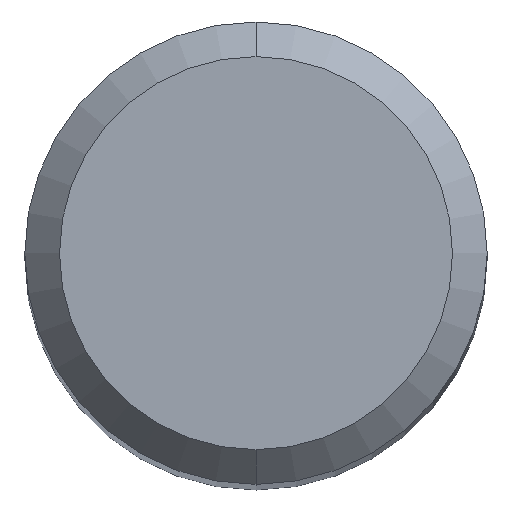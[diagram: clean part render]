
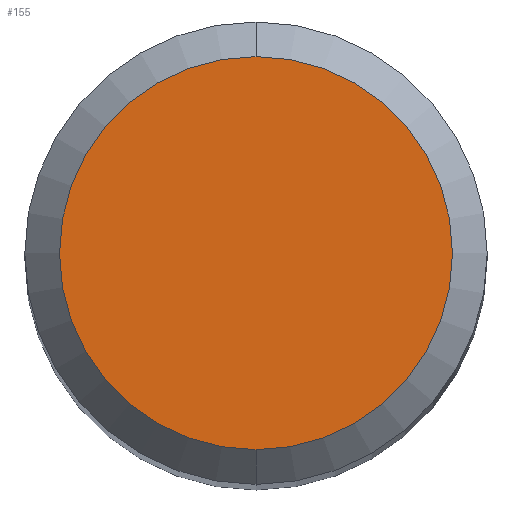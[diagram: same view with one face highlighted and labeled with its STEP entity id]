
A CAD part, top view. The second image highlights one B-rep face of the part: STEP entity #155.
In plain terms, the highlighted planar face has unit normal (0, 0, 1).
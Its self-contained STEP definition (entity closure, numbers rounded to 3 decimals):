
#113=VERTEX_POINT('',#264);
#121=EDGE_CURVE('',#209,#113,#272,.T.);
#155=ADVANCED_FACE('',(#311),#312,.T.);
#197=EDGE_CURVE('',#113,#209,#357,.T.);
#209=VERTEX_POINT('',#370);
#264=CARTESIAN_POINT('',(0.,-1.7,0.0));
#272=CIRCLE('',#432,1.7);
#311=FACE_OUTER_BOUND('',#477,.T.);
#312=PLANE('',#478);
#357=CIRCLE('',#543,1.7);
#370=CARTESIAN_POINT('',(0.0,1.7,0.0));
#432=AXIS2_PLACEMENT_3D('',#627,#628,#629);
#477=EDGE_LOOP('',(#676,#677));
#478=AXIS2_PLACEMENT_3D('',#678,#679,#680);
#543=AXIS2_PLACEMENT_3D('',#733,#734,#735);
#627=CARTESIAN_POINT('',(0.0,0.0,0.0));
#628=DIRECTION('',(0.0,0.0,-1.0));
#629=DIRECTION('',(0.0,1.0,0.0));
#676=ORIENTED_EDGE('',*,*,#121,.F.);
#677=ORIENTED_EDGE('',*,*,#197,.F.);
#678=CARTESIAN_POINT('',(0.0,0.85,0.0));
#679=DIRECTION('',(-0.0,0.0,1.0));
#680=DIRECTION('',(0.0,-1.0,0.0));
#733=CARTESIAN_POINT('',(0.0,0.0,0.0));
#734=DIRECTION('',(0.0,0.0,-1.0));
#735=DIRECTION('',(0.0,1.0,0.0));
